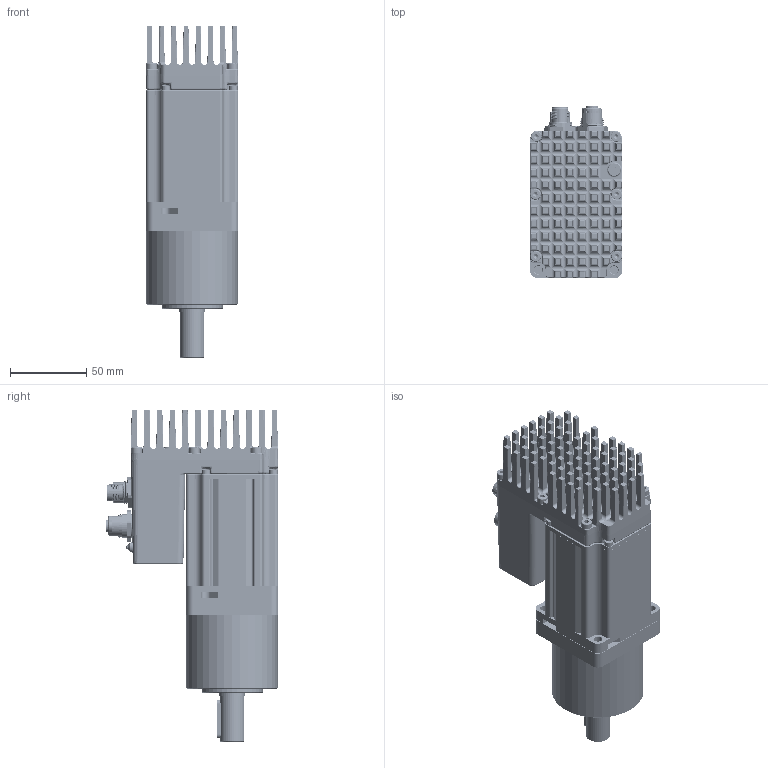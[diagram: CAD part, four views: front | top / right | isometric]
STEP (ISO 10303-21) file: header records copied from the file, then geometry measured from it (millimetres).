
FILE_DESCRIPTION (( 'STEP AP214' ), '1' );
FILE_NAME ('MDX 400W IP65 10±È³¤.STEP', '2019-01-04T07:33:56', ( '' ), ( '' ), 'SwSTEP 2.0', 'SolidWorks 2015', '' );
FILE_SCHEMA (( 'AUTOMOTIVE_DESIGN' ));
Length unit declared in the file: millimetre
Products named in the file (1): MDX 400W IP65 10掀酗
Bounding box: 60.17 x 112.6 x 217.3 mm (x, y, z)
Surface area: 186717.7 mm2 (no closed solid volume)
Topology: 0 solids, 415 shells, 6360 faces, 16692 edges, 10497 vertices
Faces by surface type: cylinder 2187, plane 1855, bspline 1386, cone 421, sphere 311, torus 200
Entity records: 352612 total; most frequent: CARTESIAN_POINT 141506, ORIENTED_EDGE 30123, DIRECTION 26337, EDGE_CURVE 16186, VERTEX_POINT 10475, AXIS2_PLACEMENT_3D 9712, VECTOR 6913, LINE 6913
